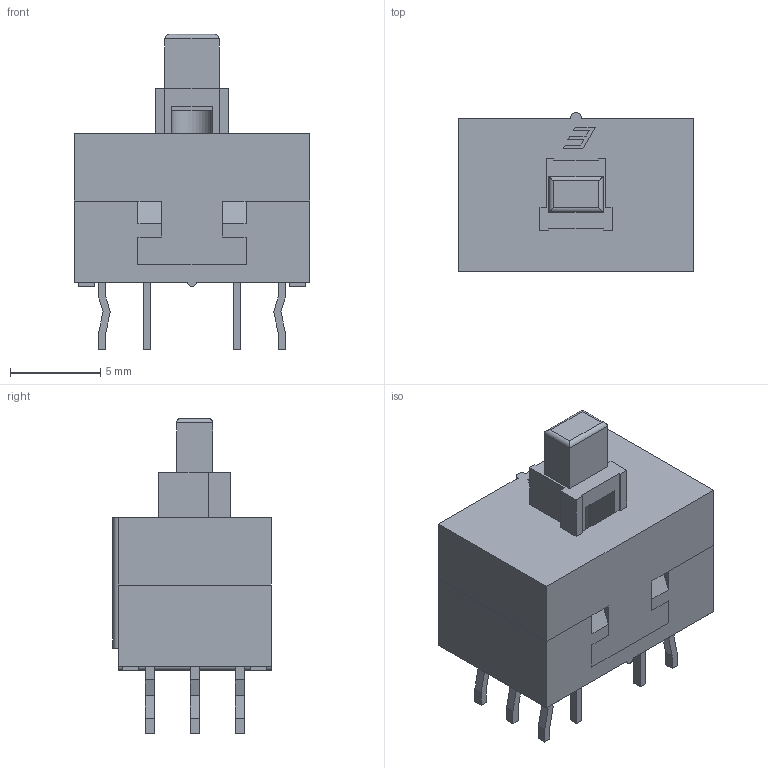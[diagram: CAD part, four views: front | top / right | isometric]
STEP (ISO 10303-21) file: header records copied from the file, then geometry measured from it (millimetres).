
FILE_DESCRIPTION(/* description */ (''),/* implementation_level */ '2;1');
FILE_NAME(/* name */ 'TL4201xxXB.stp',/* time_stamp */ '2025-06-04T11:49:46-05:00',/* author */ ('mroman'),/* organization */ (''),/* preprocessor_version */ 'ST-DEVELOPER v18.1',/* originating_system */ 'Autodesk Inventor 2022',/* authorisation */ '');
FILE_SCHEMA (('AUTOMOTIVE_DESIGN { 1 0 10303 214 3 1 1 }'));
Length unit declared in the file: centimetre
Products named in the file (1): TL4201xxXB
Bounding box: 13.1 x 8.8 x 17.5 mm (x, y, z)
Volume: 579.4 mm3; surface area: 1493.9 mm2
Topology: 1 solids, 1 shells, 329 faces, 883 edges, 580 vertices
Faces by surface type: plane 318, cylinder 11
Entity records: 10098 total; most frequent: CARTESIAN_POINT 1793, ORIENTED_EDGE 1766, DIRECTION 1561, EDGE_CURVE 883, LINE 865, VECTOR 865, VERTEX_POINT 580, EDGE_LOOP 361
